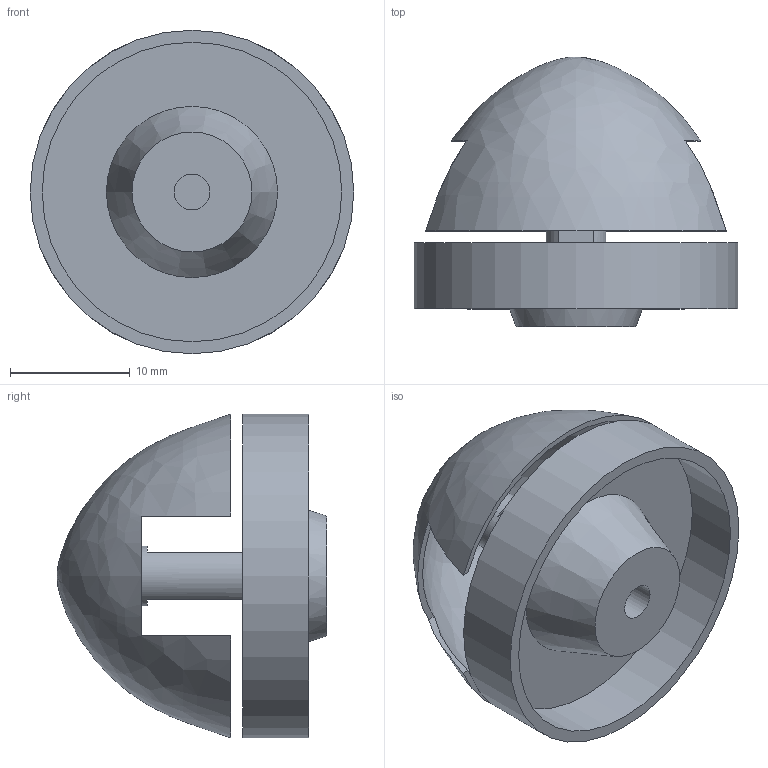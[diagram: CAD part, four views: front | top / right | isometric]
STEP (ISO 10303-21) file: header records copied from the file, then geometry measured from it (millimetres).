
FILE_DESCRIPTION(/* description */ (''),/* implementation_level */ '2;1');
FILE_NAME(/* name */ 'Coaxialmotor_upcover_ipt_30348e8e.STEP',/* time_stamp */ '2020-09-04T09:10:54+08:00',/* author */ ('Lvzongyang'),/* organization */ (''),/* preprocessor_version */ 'ST-DEVELOPER v15.6',/* originating_system */ 'Autodesk Inventor 2015',/* authorisation */ '');
FILE_SCHEMA (('AUTOMOTIVE_DESIGN { 1 0 10303 214 3 1 1 }'));
Length unit declared in the file: millimetre
Products named in the file (1): Coaxialmotor_upcover
Bounding box: 27 x 22.5 x 27 mm (x, y, z)
Volume: 2218.2 mm3; surface area: 4279.9 mm2
Topology: 1 solids, 1 shells, 24 faces, 56 edges, 37 vertices
Faces by surface type: plane 17, cylinder 4, bspline 2, cone 1
Full cylindrical faces by diameter (mm): 3 x1, 5 x1, 25 x1, 27 x1
Entity records: 800 total; most frequent: CARTESIAN_POINT 276, ORIENTED_EDGE 98, DIRECTION 96, EDGE_CURVE 49, AXIS2_PLACEMENT_3D 40, VERTEX_POINT 36, EDGE_LOOP 33, FACE_OUTER_BOUND 24
